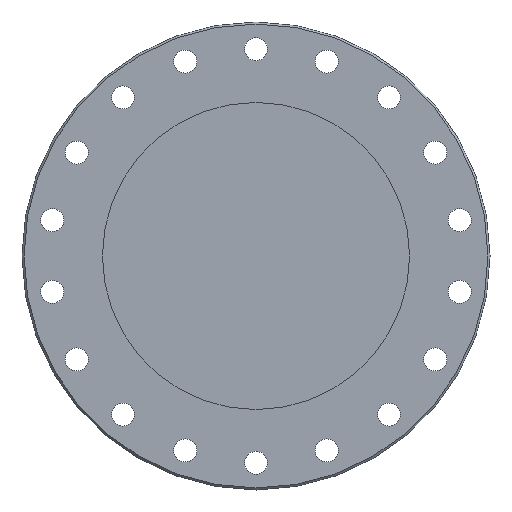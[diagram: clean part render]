
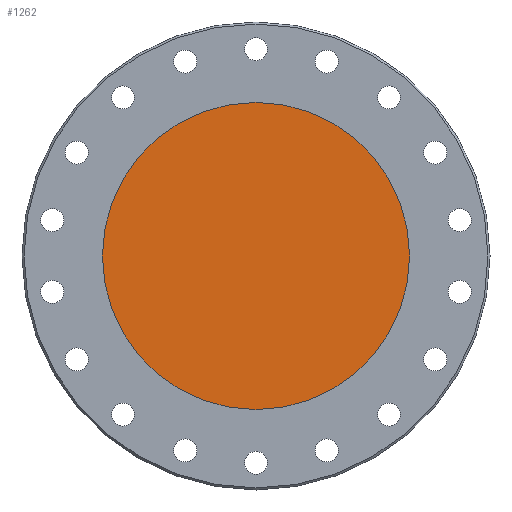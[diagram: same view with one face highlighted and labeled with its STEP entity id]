
A CAD part, front view. The second image highlights one B-rep face of the part: STEP entity #1262.
In plain terms, the highlighted planar face has unit normal (0, -1, 0).
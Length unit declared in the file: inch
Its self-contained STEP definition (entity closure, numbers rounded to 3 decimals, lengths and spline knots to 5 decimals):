
#94 = VERTEX_POINT ( 'NONE', #1071 ) ;
#245 = VERTEX_POINT ( 'NONE', #832 ) ;
#519 = ORIENTED_EDGE ( 'NONE', *, *, #643, .T. ) ;
#520 = ORIENTED_EDGE ( 'NONE', *, *, #676, .T. ) ;
#550 = AXIS2_PLACEMENT_3D ( 'NONE', #2330, #2526, #2440 ) ;
#643 = EDGE_CURVE ( 'NONE', #245, #94, #1749, .T. ) ;
#676 = EDGE_CURVE ( 'NONE', #94, #245, #1708, .T. ) ;
#703 = AXIS2_PLACEMENT_3D ( 'NONE', #2551, #2552, #2567 ) ;
#832 = CARTESIAN_POINT ( 'NONE',  ( 0., 0.079, -2.215 ) ) ;
#1071 = CARTESIAN_POINT ( 'NONE',  ( 0., 0.079, 2.215 ) ) ;
#1106 = AXIS2_PLACEMENT_3D ( 'NONE', #1648, #1655, #1654 ) ;
#1262 = ADVANCED_FACE ( 'NONE', ( #1792 ), #1652, .F. ) ;
#1648 = CARTESIAN_POINT ( 'NONE',  ( 0., 0.079, 0. ) ) ;
#1652 = PLANE ( 'NONE',  #1106 ) ;
#1654 = DIRECTION ( 'NONE',  ( 1., 0., -0.001 ) ) ;
#1655 = DIRECTION ( 'NONE',  ( 0., 1., 0. ) ) ;
#1708 = CIRCLE ( 'NONE', #550, 2.215 ) ;
#1749 = CIRCLE ( 'NONE', #703, 2.215 ) ;
#1792 = FACE_OUTER_BOUND ( 'NONE', #2137, .T. ) ;
#2137 = EDGE_LOOP ( 'NONE', ( #520, #519 ) ) ;
#2330 = CARTESIAN_POINT ( 'NONE',  ( 0., 0.079, 0. ) ) ;
#2440 = DIRECTION ( 'NONE',  ( 0., 0., 1. ) ) ;
#2526 = DIRECTION ( 'NONE',  ( 0., -1., 0. ) ) ;
#2551 = CARTESIAN_POINT ( 'NONE',  ( 0., 0.079, 0. ) ) ;
#2552 = DIRECTION ( 'NONE',  ( 0., -1., 0. ) ) ;
#2567 = DIRECTION ( 'NONE',  ( 0., 0., 1. ) ) ;
